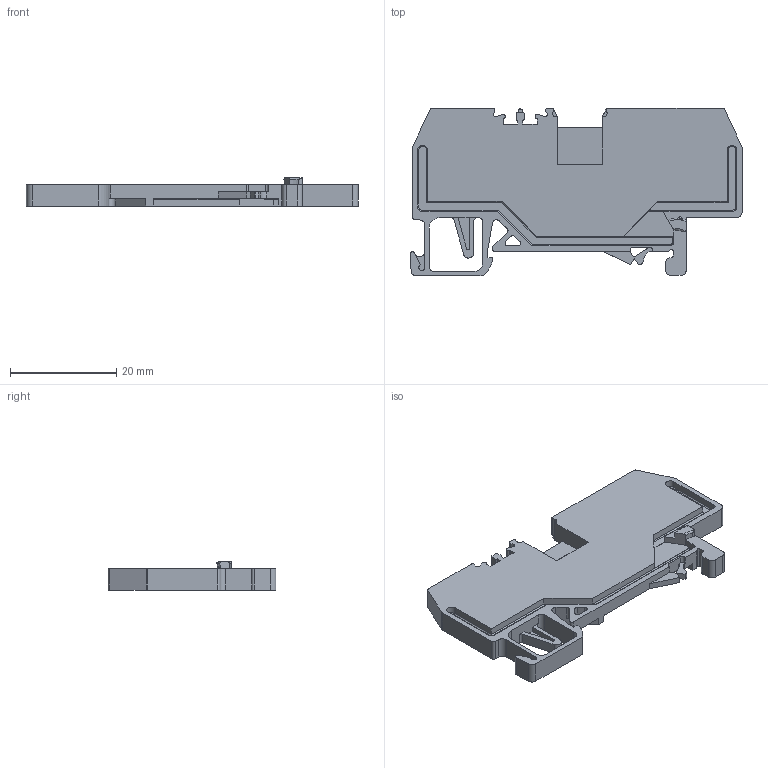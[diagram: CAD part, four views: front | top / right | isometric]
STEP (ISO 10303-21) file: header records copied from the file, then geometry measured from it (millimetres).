
FILE_DESCRIPTION(/* description */ (''),/* implementation_level */ '2;1');
FILE_NAME(/* name */ '215951.stp',/* time_stamp */ '2021-11-01T15:01:35+08:00',/* author */ (''),/* organization */ (''),/* preprocessor_version */ 'ST-DEVELOPER v16.7',/* originating_system */ 'SIEMENS PLM Software NX 12.0',/* authorisation */ '');
FILE_SCHEMA (('AP203_CONFIGURATION_CONTROLLED_3D_DESIGN_OF_MECHANICAL_PARTS_AND_ASSEMBLIES_MIM_LF { 1 0 10303 403 2 1 2}'));
Length unit declared in the file: millimetre
Products named in the file (1): 215951_stp
Bounding box: 62.6 x 31.65 x 5.3 mm (x, y, z)
Volume: 5019.5 mm3; surface area: 4860.8 mm2
Topology: 1 solids, 1 shells, 329 faces, 913 edges, 590 vertices
Faces by surface type: plane 173, cylinder 122, torus 13, cone 10, extrusion 7, bspline 4
Entity records: 11090 total; most frequent: CARTESIAN_POINT 2512, ORIENTED_EDGE 1824, DIRECTION 1731, EDGE_CURVE 912, VECTOR 609, LINE 602, VERTEX_POINT 590, AXIS2_PLACEMENT_3D 561
